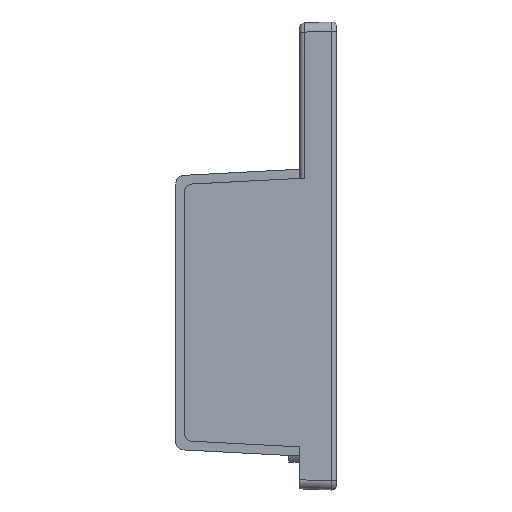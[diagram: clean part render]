
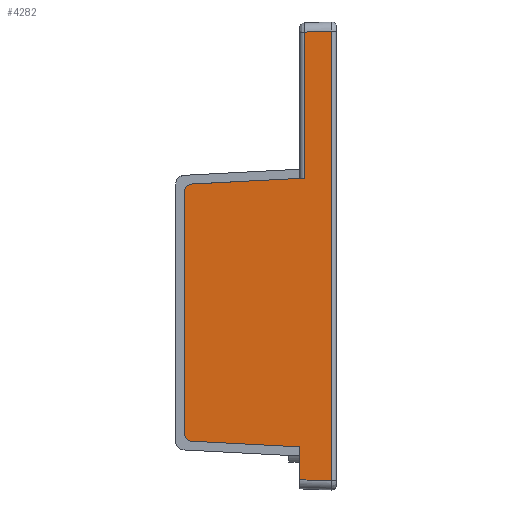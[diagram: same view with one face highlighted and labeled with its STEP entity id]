
A CAD part, left-side view. The second image highlights one B-rep face of the part: STEP entity #4282.
In plain terms, the highlighted planar face has unit normal (-0.999, 0.035, 0).
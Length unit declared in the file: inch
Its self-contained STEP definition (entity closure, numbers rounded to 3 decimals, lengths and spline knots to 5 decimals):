
#164=ELLIPSE('',#4701,0.03152,0.0315);
#165=ELLIPSE('',#4702,0.03152,0.0315);
#524=FACE_OUTER_BOUND('',#781,.T.);
#781=EDGE_LOOP('',(#3376,#3377,#3378,#3379,#3380,#3381,#3382,#3383,#3384,
#3385));
#1023=LINE('',#8334,#1387);
#1036=LINE('',#8383,#1400);
#1063=LINE('',#8454,#1427);
#1114=LINE('',#8811,#1478);
#1115=LINE('',#8813,#1479);
#1116=LINE('',#8817,#1480);
#1117=LINE('',#8821,#1481);
#1118=LINE('',#8822,#1482);
#1387=VECTOR('',#5289,1.93876);
#1400=VECTOR('',#5342,0.13728);
#1427=VECTOR('',#5413,0.11825);
#1478=VECTOR('',#5598,0.62967);
#1479=VECTOR('',#5599,0.48617);
#1480=VECTOR('',#5602,1.0456);
#1481=VECTOR('',#5605,0.46714);
#1482=VECTOR('',#5606,0.14181);
#1777=VERTEX_POINT('',#7901);
#1804=VERTEX_POINT('',#8038);
#1853=VERTEX_POINT('',#8382);
#1875=VERTEX_POINT('',#8453);
#1923=VERTEX_POINT('',#8810);
#1924=VERTEX_POINT('',#8812);
#1925=VERTEX_POINT('',#8814);
#1926=VERTEX_POINT('',#8816);
#1927=VERTEX_POINT('',#8818);
#1928=VERTEX_POINT('',#8820);
#2311=EDGE_CURVE('',#1804,#1777,#1023,.T.);
#2335=EDGE_CURVE('',#1777,#1853,#1036,.T.);
#2370=EDGE_CURVE('',#1875,#1804,#1063,.T.);
#2456=EDGE_CURVE('',#1923,#1875,#1114,.T.);
#2457=EDGE_CURVE('',#1924,#1923,#1115,.T.);
#2458=EDGE_CURVE('',#1925,#1924,#164,.T.);
#2459=EDGE_CURVE('',#1926,#1925,#1116,.T.);
#2460=EDGE_CURVE('',#1927,#1926,#165,.T.);
#2461=EDGE_CURVE('',#1928,#1927,#1117,.T.);
#2462=EDGE_CURVE('',#1853,#1928,#1118,.T.);
#3376=ORIENTED_EDGE('',*,*,#2456,.F.);
#3377=ORIENTED_EDGE('',*,*,#2457,.F.);
#3378=ORIENTED_EDGE('',*,*,#2458,.F.);
#3379=ORIENTED_EDGE('',*,*,#2459,.F.);
#3380=ORIENTED_EDGE('',*,*,#2460,.F.);
#3381=ORIENTED_EDGE('',*,*,#2461,.F.);
#3382=ORIENTED_EDGE('',*,*,#2462,.F.);
#3383=ORIENTED_EDGE('',*,*,#2335,.F.);
#3384=ORIENTED_EDGE('',*,*,#2311,.F.);
#3385=ORIENTED_EDGE('',*,*,#2370,.F.);
#4074=PLANE('',#4700);
#4282=ADVANCED_FACE('',(#524),#4074,.F.);
#4700=AXIS2_PLACEMENT_3D('',#8809,#5596,#5597);
#4701=AXIS2_PLACEMENT_3D('',#8815,#5600,#5601);
#4702=AXIS2_PLACEMENT_3D('',#8819,#5603,#5604);
#5289=DIRECTION('',(0.,0.,-1.));
#5342=DIRECTION('',(0.035,0.999,0.035));
#5413=DIRECTION('',(-0.035,-0.999,0.035));
#5596=DIRECTION('center_axis',(0.999,-0.035,0.));
#5597=DIRECTION('ref_axis',(0.,0.,-1.));
#5598=DIRECTION('',(0.,0.,1.));
#5599=DIRECTION('',(-0.035,-0.998,0.052));
#5600=DIRECTION('center_axis',(0.999,-0.035,0.));
#5601=DIRECTION('ref_axis',(0.035,0.999,0.));
#5602=DIRECTION('',(0.,0.,1.));
#5603=DIRECTION('center_axis',(0.999,-0.035,0.));
#5604=DIRECTION('ref_axis',(0.035,0.999,0.));
#5605=DIRECTION('',(0.035,0.998,0.052));
#5606=DIRECTION('',(0.,0.,1.));
#7901=CARTESIAN_POINT('',(-0.37979,0.02037,-0.72528));
#8038=CARTESIAN_POINT('',(-0.37979,0.02037,1.21347));
#8334=CARTESIAN_POINT('',(-0.37979,0.02037,1.21347));
#8382=CARTESIAN_POINT('',(-0.375,0.15748,-0.7205));
#8383=CARTESIAN_POINT('',(-0.37979,0.02037,-0.72528));
#8453=CARTESIAN_POINT('',(-0.37566,0.13848,1.20935));
#8454=CARTESIAN_POINT('',(-0.37566,0.13848,1.20935));
#8809=CARTESIAN_POINT('Origin',(-0.375,0.15748,1.27506));
#8810=CARTESIAN_POINT('',(-0.37566,0.13848,0.57968));
#8811=CARTESIAN_POINT('',(-0.37566,0.13848,0.57968));
#8812=CARTESIAN_POINT('',(-0.35872,0.6237,0.55425));
#8813=CARTESIAN_POINT('',(-0.35872,0.6237,0.55425));
#8814=CARTESIAN_POINT('',(-0.35768,0.65354,0.5228));
#8815=CARTESIAN_POINT('Origin',(-0.35878,0.62205,0.5228));
#8816=CARTESIAN_POINT('',(-0.35768,0.65354,-0.5228));
#8817=CARTESIAN_POINT('',(-0.35768,0.65354,-0.5228));
#8818=CARTESIAN_POINT('',(-0.35872,0.6237,-0.55425));
#8819=CARTESIAN_POINT('Origin',(-0.35878,0.62205,-0.5228));
#8820=CARTESIAN_POINT('',(-0.375,0.15748,-0.57869));
#8821=CARTESIAN_POINT('',(-0.375,0.15748,-0.57869));
#8822=CARTESIAN_POINT('',(-0.375,0.15748,-0.7205));
